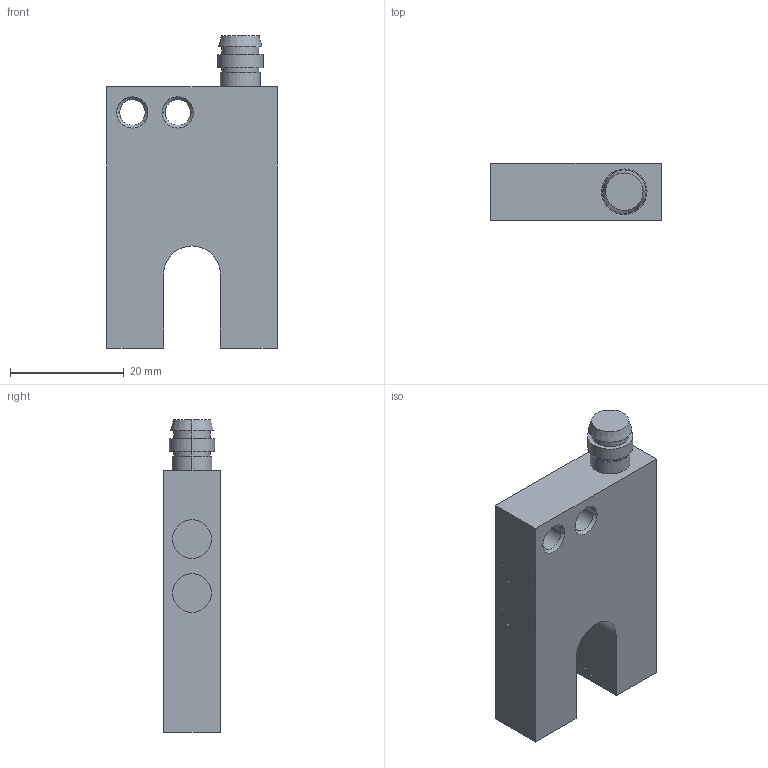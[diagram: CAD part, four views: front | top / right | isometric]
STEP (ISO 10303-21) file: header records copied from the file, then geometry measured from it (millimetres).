
FILE_DESCRIPTION((''),'2;1');
FILE_NAME('DB008744_2D_BASIS_GL10_CAD2330','2016-07-18T',('pfolte'),(''),'PRO/ENGINEER BY PARAMETRIC TECHNOLOGY CORPORATION, 2015440','PRO/ENGINEER BY PARAMETRIC TECHNOLOGY CORPORATION, 2015440','');
FILE_SCHEMA(('CONFIG_CONTROL_DESIGN'));
Length unit declared in the file: millimetre
Products named in the file (1): DB008744_2D_BASIS_GL10_CAD2330
Bounding box: 30 x 10 x 55 mm (x, y, z)
Volume: 12128.5 mm3; surface area: 4723.1 mm2
Topology: 1 solids, 1 shells, 49 faces, 124 edges, 86 vertices
Faces by surface type: cylinder 21, plane 18, cone 10
Entity records: 2354 total; most frequent: DIRECTION 294, CARTESIAN_POINT 259, ORIENTED_EDGE 248, PRESENTATION_STYLE_ASSIGNMENT 174, STYLED_ITEM 126, CURVE_STYLE 124, EDGE_CURVE 124, AXIS2_PLACEMENT_3D 121
